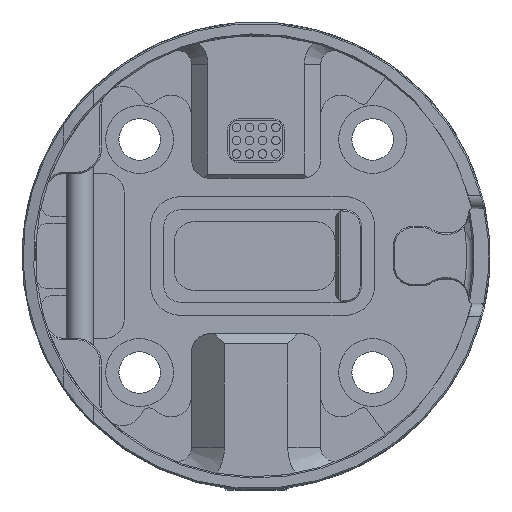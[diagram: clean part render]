
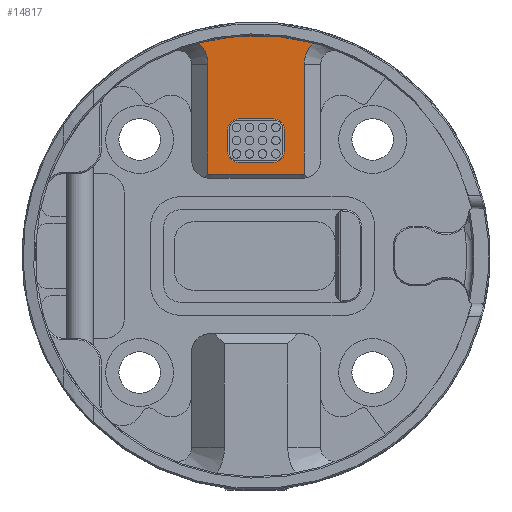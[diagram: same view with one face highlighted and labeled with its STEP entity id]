
A CAD part, front view. The second image highlights one B-rep face of the part: STEP entity #14817.
In plain terms, the highlighted planar face has unit normal (0, -1, 0).
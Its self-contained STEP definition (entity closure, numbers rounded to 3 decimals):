
#37 = AXIS2_PLACEMENT_3D ( 'NONE', #22862, #11263, #1369 ) ;
#243 = CARTESIAN_POINT ( 'NONE',  ( -11.9, -7.9, 29.058 ) ) ;
#728 = AXIS2_PLACEMENT_3D ( 'NONE', #1842, #25186, #25821 ) ;
#830 = CARTESIAN_POINT ( 'NONE',  ( -7.3, -7.9, 14.6 ) ) ;
#1064 = CIRCLE ( 'NONE', #12439, 1.6 ) ;
#1331 = CIRCLE ( 'NONE', #18148, 33.5 ) ;
#1369 = DIRECTION ( 'NONE',  ( 0., 0., -1. ) ) ;
#1712 = VECTOR ( 'NONE', #5825, 1000. ) ;
#1723 = EDGE_CURVE ( 'NONE', #13760, #22355, #28419, .T. ) ;
#1744 = CIRCLE ( 'NONE', #3719, 1.6 ) ;
#1842 = CARTESIAN_POINT ( 'NONE',  ( 0., -7.9, 0. ) ) ;
#1913 = ORIENTED_EDGE ( 'NONE', *, *, #1723, .T. ) ;
#2097 = DIRECTION ( 'NONE',  ( 0., 1., 0. ) ) ;
#2138 = DIRECTION ( 'NONE',  ( 0., 0., 1. ) ) ;
#2210 = VERTEX_POINT ( 'NONE', #14542 ) ;
#2518 = VERTEX_POINT ( 'NONE', #16541 ) ;
#3001 = VECTOR ( 'NONE', #2138, 1000. ) ;
#3132 = DIRECTION ( 'NONE',  ( 0., -1., 0. ) ) ;
#3279 = DIRECTION ( 'NONE',  ( 0., 0., 1. ) ) ;
#3431 = DIRECTION ( 'NONE',  ( 0., 0., -1. ) ) ;
#3464 = CARTESIAN_POINT ( 'NONE',  ( 2.7, -7.9, 14.2 ) ) ;
#3719 = AXIS2_PLACEMENT_3D ( 'NONE', #16743, #28616, #28774 ) ;
#4222 = EDGE_CURVE ( 'NONE', #29329, #16600, #17465, .T. ) ;
#4553 = ORIENTED_EDGE ( 'NONE', *, *, #4222, .F. ) ;
#4680 = EDGE_CURVE ( 'NONE', #23895, #21876, #24839, .T. ) ;
#4706 = CARTESIAN_POINT ( 'NONE',  ( -7., -7.9, 12.4 ) ) ;
#4908 = LINE ( 'NONE', #23469, #3001 ) ;
#4927 = CARTESIAN_POINT ( 'NONE',  ( 7., -7.9, 12.4 ) ) ;
#4957 = EDGE_CURVE ( 'NONE', #23805, #13760, #1331, .T. ) ;
#5825 = DIRECTION ( 'NONE',  ( 0., 0., 1. ) ) ;
#5860 = EDGE_CURVE ( 'NONE', #18777, #24347, #12388, .T. ) ;
#5912 = DIRECTION ( 'NONE',  ( 0., 0., -1. ) ) ;
#6777 = EDGE_CURVE ( 'NONE', #13831, #29329, #1744, .T. ) ;
#7212 = CARTESIAN_POINT ( 'NONE',  ( 4.3, -7.9, 15.8 ) ) ;
#7518 = CARTESIAN_POINT ( 'NONE',  ( -4.3, -7.9, 15.8 ) ) ;
#7992 = EDGE_CURVE ( 'NONE', #29526, #13831, #29608, .T. ) ;
#8184 = ORIENTED_EDGE ( 'NONE', *, *, #20090, .T. ) ;
#8393 = ORIENTED_EDGE ( 'NONE', *, *, #11290, .F. ) ;
#9800 = VERTEX_POINT ( 'NONE', #4706 ) ;
#10581 = AXIS2_PLACEMENT_3D ( 'NONE', #10658, #24268, #12980 ) ;
#10658 = CARTESIAN_POINT ( 'NONE',  ( 2.7, -7.9, 15.8 ) ) ;
#10831 = CARTESIAN_POINT ( 'NONE',  ( -2.7, -7.9, 15.8 ) ) ;
#11025 = CARTESIAN_POINT ( 'NONE',  ( 7.3, -7.9, 29.058 ) ) ;
#11234 = CARTESIAN_POINT ( 'NONE',  ( 4.3, -7.9, 15.8 ) ) ;
#11263 = DIRECTION ( 'NONE',  ( 0., -1., 0. ) ) ;
#11290 = EDGE_CURVE ( 'NONE', #21876, #29526, #18998, .T. ) ;
#11452 = CIRCLE ( 'NONE', #16907, 1.6 ) ;
#11584 = FACE_BOUND ( 'NONE', #15142, .T. ) ;
#12341 = LINE ( 'NONE', #4927, #16820 ) ;
#12388 = CIRCLE ( 'NONE', #12861, 2.2 ) ;
#12439 = AXIS2_PLACEMENT_3D ( 'NONE', #22803, #18177, #20646 ) ;
#12458 = LINE ( 'NONE', #7518, #25761 ) ;
#12861 = AXIS2_PLACEMENT_3D ( 'NONE', #17216, #3132, #22012 ) ;
#12869 = VECTOR ( 'NONE', #15135, 1000. ) ;
#12980 = DIRECTION ( 'NONE',  ( 0., 0., -1. ) ) ;
#13164 = ORIENTED_EDGE ( 'NONE', *, *, #19470, .F. ) ;
#13471 = EDGE_CURVE ( 'NONE', #22355, #2518, #17086, .T. ) ;
#13643 = CARTESIAN_POINT ( 'NONE',  ( -8.691, -7.9, 32.353 ) ) ;
#13760 = VERTEX_POINT ( 'NONE', #13643 ) ;
#13831 = VERTEX_POINT ( 'NONE', #29221 ) ;
#14542 = CARTESIAN_POINT ( 'NONE',  ( -4.3, -7.9, 19.2 ) ) ;
#14817 = ADVANCED_FACE ( 'NONE', ( #28117, #11584 ), #16389, .T. ) ;
#15135 = DIRECTION ( 'NONE',  ( -1., 0., 0. ) ) ;
#15142 = EDGE_LOOP ( 'NONE', ( #28815, #30314, #13164, #4553, #25673, #15570, #8393, #26788 ) ) ;
#15166 = ORIENTED_EDGE ( 'NONE', *, *, #22532, .T. ) ;
#15570 = ORIENTED_EDGE ( 'NONE', *, *, #7992, .F. ) ;
#15682 = EDGE_CURVE ( 'NONE', #27631, #23805, #17068, .T. ) ;
#15684 = CARTESIAN_POINT ( 'NONE',  ( 8.691, -7.9, 32.353 ) ) ;
#16389 = PLANE ( 'NONE',  #728 ) ;
#16541 = CARTESIAN_POINT ( 'NONE',  ( -7.3, -7.9, 12.421 ) ) ;
#16600 = VERTEX_POINT ( 'NONE', #29305 ) ;
#16743 = CARTESIAN_POINT ( 'NONE',  ( 2.7, -7.9, 19.2 ) ) ;
#16820 = VECTOR ( 'NONE', #30585, 1000. ) ;
#16907 = AXIS2_PLACEMENT_3D ( 'NONE', #10831, #17360, #3279 ) ;
#16935 = DIRECTION ( 'NONE',  ( 0., 0., -1. ) ) ;
#17068 = CIRCLE ( 'NONE', #17548, 4.6 ) ;
#17086 = LINE ( 'NONE', #830, #28242 ) ;
#17216 = CARTESIAN_POINT ( 'NONE',  ( 7., -7.9, 14.6 ) ) ;
#17327 = CARTESIAN_POINT ( 'NONE',  ( 7.3, -7.9, 12.421 ) ) ;
#17360 = DIRECTION ( 'NONE',  ( 0., -1., 0. ) ) ;
#17408 = CARTESIAN_POINT ( 'NONE',  ( -2.7, -7.9, 14.2 ) ) ;
#17465 = LINE ( 'NONE', #26890, #12869 ) ;
#17527 = DIRECTION ( 'NONE',  ( 0., 1., 0. ) ) ;
#17548 = AXIS2_PLACEMENT_3D ( 'NONE', #24157, #17527, #3431 ) ;
#18143 = VERTEX_POINT ( 'NONE', #24882 ) ;
#18148 = AXIS2_PLACEMENT_3D ( 'NONE', #22034, #27723, #5912 ) ;
#18177 = DIRECTION ( 'NONE',  ( 0., -1., 0. ) ) ;
#18240 = CARTESIAN_POINT ( 'NONE',  ( -7.3, -7.9, 29.058 ) ) ;
#18777 = VERTEX_POINT ( 'NONE', #19786 ) ;
#18998 = CIRCLE ( 'NONE', #10581, 1.6 ) ;
#19044 = EDGE_LOOP ( 'NONE', ( #25576, #8184, #15166, #29678, #27543, #19212, #24770, #1913 ) ) ;
#19212 = ORIENTED_EDGE ( 'NONE', *, *, #15682, .T. ) ;
#19470 = EDGE_CURVE ( 'NONE', #16600, #2210, #1064, .T. ) ;
#19580 = DIRECTION ( 'NONE',  ( 0., 0., -1. ) ) ;
#19786 = CARTESIAN_POINT ( 'NONE',  ( 7., -7.9, 12.4 ) ) ;
#19814 = VECTOR ( 'NONE', #23114, 1000. ) ;
#20090 = EDGE_CURVE ( 'NONE', #2518, #9800, #22734, .T. ) ;
#20393 = EDGE_CURVE ( 'NONE', #24347, #27631, #4908, .T. ) ;
#20646 = DIRECTION ( 'NONE',  ( 0., 0., -1. ) ) ;
#20875 = EDGE_CURVE ( 'NONE', #18143, #23895, #11452, .T. ) ;
#20972 = DIRECTION ( 'NONE',  ( 0., 0., -1. ) ) ;
#21876 = VERTEX_POINT ( 'NONE', #3464 ) ;
#22012 = DIRECTION ( 'NONE',  ( 0., 0., -1. ) ) ;
#22034 = CARTESIAN_POINT ( 'NONE',  ( 0., -7.9, 0. ) ) ;
#22355 = VERTEX_POINT ( 'NONE', #18240 ) ;
#22532 = EDGE_CURVE ( 'NONE', #9800, #18777, #12341, .T. ) ;
#22734 = CIRCLE ( 'NONE', #37, 2.2 ) ;
#22803 = CARTESIAN_POINT ( 'NONE',  ( -2.7, -7.9, 19.2 ) ) ;
#22862 = CARTESIAN_POINT ( 'NONE',  ( -7., -7.9, 14.6 ) ) ;
#23114 = DIRECTION ( 'NONE',  ( 1., 0., 0. ) ) ;
#23469 = CARTESIAN_POINT ( 'NONE',  ( 7.3, -7.9, 29.058 ) ) ;
#23805 = VERTEX_POINT ( 'NONE', #15684 ) ;
#23895 = VERTEX_POINT ( 'NONE', #17408 ) ;
#23956 = AXIS2_PLACEMENT_3D ( 'NONE', #243, #2097, #20972 ) ;
#24157 = CARTESIAN_POINT ( 'NONE',  ( 11.9, -7.9, 29.058 ) ) ;
#24268 = DIRECTION ( 'NONE',  ( 0., -1., 0. ) ) ;
#24347 = VERTEX_POINT ( 'NONE', #17327 ) ;
#24770 = ORIENTED_EDGE ( 'NONE', *, *, #4957, .T. ) ;
#24839 = LINE ( 'NONE', #29907, #19814 ) ;
#24882 = CARTESIAN_POINT ( 'NONE',  ( -4.3, -7.9, 15.8 ) ) ;
#25186 = DIRECTION ( 'NONE',  ( 0., -1., 0. ) ) ;
#25321 = CARTESIAN_POINT ( 'NONE',  ( 2.7, -7.9, 20.8 ) ) ;
#25576 = ORIENTED_EDGE ( 'NONE', *, *, #13471, .T. ) ;
#25673 = ORIENTED_EDGE ( 'NONE', *, *, #6777, .F. ) ;
#25761 = VECTOR ( 'NONE', #19580, 1000. ) ;
#25821 = DIRECTION ( 'NONE',  ( 0., 0., -1. ) ) ;
#26451 = EDGE_CURVE ( 'NONE', #2210, #18143, #12458, .T. ) ;
#26788 = ORIENTED_EDGE ( 'NONE', *, *, #4680, .F. ) ;
#26890 = CARTESIAN_POINT ( 'NONE',  ( 2.7, -7.9, 20.8 ) ) ;
#27543 = ORIENTED_EDGE ( 'NONE', *, *, #20393, .T. ) ;
#27631 = VERTEX_POINT ( 'NONE', #11025 ) ;
#27723 = DIRECTION ( 'NONE',  ( 0., -1., 0. ) ) ;
#28117 = FACE_OUTER_BOUND ( 'NONE', #19044, .T. ) ;
#28242 = VECTOR ( 'NONE', #16935, 1000. ) ;
#28419 = CIRCLE ( 'NONE', #23956, 4.6 ) ;
#28616 = DIRECTION ( 'NONE',  ( 0., -1., 0. ) ) ;
#28774 = DIRECTION ( 'NONE',  ( 0., 0., -1. ) ) ;
#28815 = ORIENTED_EDGE ( 'NONE', *, *, #20875, .F. ) ;
#29221 = CARTESIAN_POINT ( 'NONE',  ( 4.3, -7.9, 19.2 ) ) ;
#29305 = CARTESIAN_POINT ( 'NONE',  ( -2.7, -7.9, 20.8 ) ) ;
#29329 = VERTEX_POINT ( 'NONE', #25321 ) ;
#29526 = VERTEX_POINT ( 'NONE', #7212 ) ;
#29608 = LINE ( 'NONE', #11234, #1712 ) ;
#29678 = ORIENTED_EDGE ( 'NONE', *, *, #5860, .T. ) ;
#29907 = CARTESIAN_POINT ( 'NONE',  ( 2.7, -7.9, 14.2 ) ) ;
#30314 = ORIENTED_EDGE ( 'NONE', *, *, #26451, .F. ) ;
#30585 = DIRECTION ( 'NONE',  ( 1., 0., 0. ) ) ;
